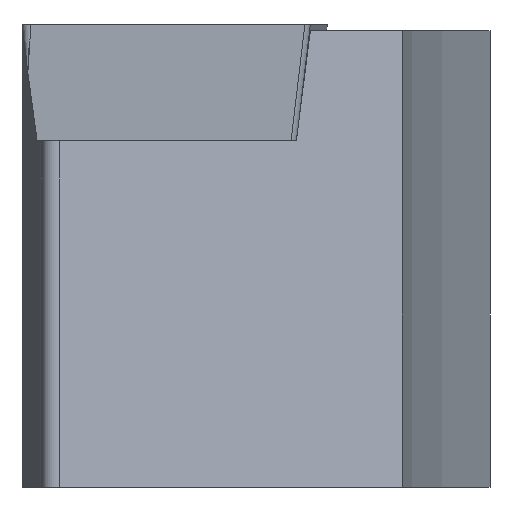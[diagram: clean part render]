
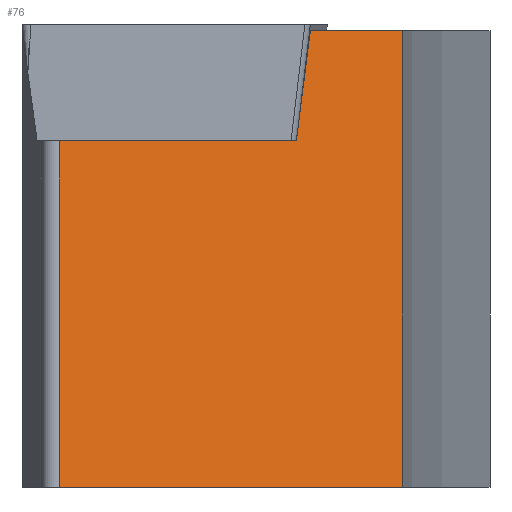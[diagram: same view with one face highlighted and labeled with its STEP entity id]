
A CAD part, left-side view. The second image highlights one B-rep face of the part: STEP entity #76.
In plain terms, the highlighted planar face has unit normal (-0.848, -0.53, 0).
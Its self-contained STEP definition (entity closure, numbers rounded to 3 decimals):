
#76=ADVANCED_FACE('',(#121),#103,.F.);
#103=PLANE('',#532);
#121=FACE_OUTER_BOUND('',#147,.T.);
#147=EDGE_LOOP('',(#194,#195,#196,#197,#198,#199));
#194=ORIENTED_EDGE('',*,*,#370,.F.);
#195=ORIENTED_EDGE('',*,*,#371,.F.);
#196=ORIENTED_EDGE('',*,*,#372,.T.);
#197=ORIENTED_EDGE('',*,*,#373,.F.);
#198=ORIENTED_EDGE('',*,*,#374,.F.);
#199=ORIENTED_EDGE('',*,*,#363,.F.);
#318=VERTEX_POINT('',#715);
#320=VERTEX_POINT('',#718);
#326=VERTEX_POINT('',#732);
#327=VERTEX_POINT('',#734);
#328=VERTEX_POINT('',#736);
#329=VERTEX_POINT('',#738);
#363=EDGE_CURVE('',#318,#320,#429,.T.);
#370=EDGE_CURVE('',#326,#318,#434,.T.);
#371=EDGE_CURVE('',#327,#326,#435,.T.);
#372=EDGE_CURVE('',#327,#328,#436,.T.);
#373=EDGE_CURVE('',#329,#328,#437,.T.);
#374=EDGE_CURVE('',#320,#329,#438,.T.);
#429=LINE('',#717,#479);
#434=LINE('',#731,#484);
#435=LINE('',#733,#485);
#436=LINE('',#735,#486);
#437=LINE('',#737,#487);
#438=LINE('',#739,#488);
#479=VECTOR('',#576,1.);
#484=VECTOR('',#587,1.);
#485=VECTOR('',#588,1.);
#486=VECTOR('',#589,1.);
#487=VECTOR('',#590,1.);
#488=VECTOR('',#591,1.);
#532=AXIS2_PLACEMENT_3D('',#740,#592,#593);
#576=DIRECTION('',(0.53,-0.848,0.));
#587=DIRECTION('',(0.079,-0.126,0.989));
#588=DIRECTION('',(0.53,-0.848,0.));
#589=DIRECTION('',(0.,0.,-1.));
#590=DIRECTION('',(-0.53,0.848,0.));
#591=DIRECTION('',(0.,0.,-1.));
#592=DIRECTION('',(0.848,0.53,0.));
#593=DIRECTION('',(-0.53,0.848,0.));
#715=CARTESIAN_POINT('',(6.678,6.137,-0.2));
#717=CARTESIAN_POINT('',(8.645,2.99,-0.2));
#718=CARTESIAN_POINT('',(8.645,2.99,-0.2));
#731=CARTESIAN_POINT('',(5.183,8.529,-19.021));
#732=CARTESIAN_POINT('',(6.379,6.616,-3.97));
#733=CARTESIAN_POINT('',(8.645,2.99,-3.97));
#734=CARTESIAN_POINT('',(1.319,14.712,-3.97));
#735=CARTESIAN_POINT('',(1.319,14.712,-20.));
#736=CARTESIAN_POINT('',(1.319,14.712,-15.8));
#737=CARTESIAN_POINT('',(8.645,2.99,-15.8));
#738=CARTESIAN_POINT('',(8.645,2.99,-15.8));
#739=CARTESIAN_POINT('',(8.645,2.99,-20.));
#740=CARTESIAN_POINT('',(8.645,2.99,-20.));
